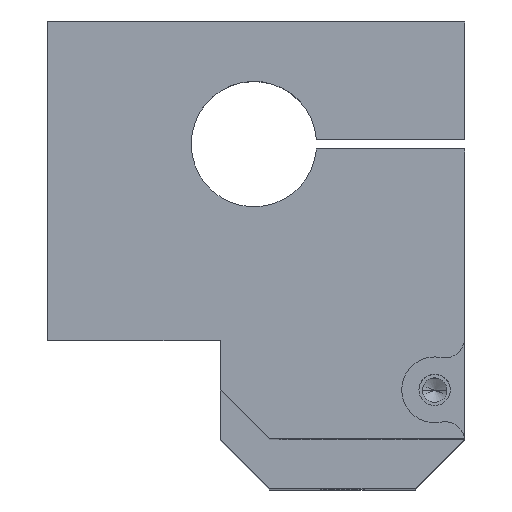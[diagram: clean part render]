
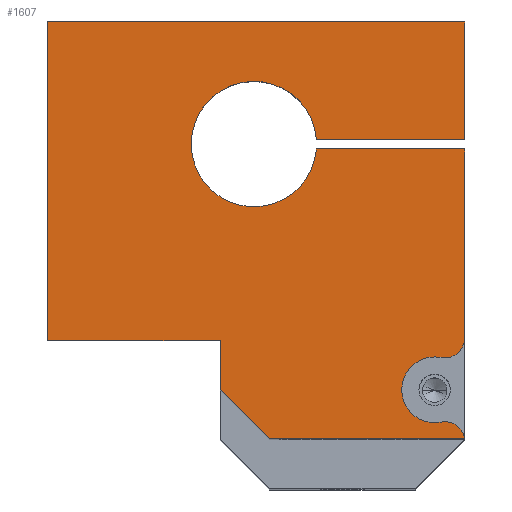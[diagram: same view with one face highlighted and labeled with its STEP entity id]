
A CAD part, top view. The second image highlights one B-rep face of the part: STEP entity #1607.
In plain terms, the highlighted planar face has unit normal (0, 0, 1).
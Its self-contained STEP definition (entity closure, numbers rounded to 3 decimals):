
#25 = LINE ( 'NONE', #1288, #1960 ) ;
#27 = CARTESIAN_POINT ( 'NONE',  ( -30., 47.42, 55. ) ) ;
#52 = VECTOR ( 'NONE', #1126, 1000. ) ;
#54 = CIRCLE ( 'NONE', #888, 6.375 ) ;
#79 = EDGE_LOOP ( 'NONE', ( #1178, #1047, #783, #1216, #649, #503, #1292, #1753, #1430, #903, #769, #1806, #183, #1777, #632 ) ) ;
#86 = DIRECTION ( 'NONE',  ( 0., 0., -1. ) ) ;
#95 = AXIS2_PLACEMENT_3D ( 'NONE', #1472, #86, #959 ) ;
#105 = EDGE_CURVE ( 'NONE', #531, #173, #1099, .T. ) ;
#117 = EDGE_CURVE ( 'NONE', #139, #950, #605, .T. ) ;
#139 = VERTEX_POINT ( 'NONE', #2214 ) ;
#173 = VERTEX_POINT ( 'NONE', #1118 ) ;
#183 = ORIENTED_EDGE ( 'NONE', *, *, #1546, .T. ) ;
#187 = LINE ( 'NONE', #1589, #1040 ) ;
#200 = EDGE_CURVE ( 'NONE', #1111, #1261, #436, .T. ) ;
#224 = EDGE_CURVE ( 'NONE', #1670, #1708, #1517, .T. ) ;
#258 = EDGE_CURVE ( 'NONE', #1390, #705, #1748, .T. ) ;
#270 = LINE ( 'NONE', #2228, #2144 ) ;
#277 = DIRECTION ( 'NONE',  ( -1., 0., 0. ) ) ;
#320 = CARTESIAN_POINT ( 'NONE',  ( -15.375, 35., 55. ) ) ;
#366 = CIRCLE ( 'NONE', #1664, 3.35 ) ;
#436 = CIRCLE ( 'NONE', #1207, 2. ) ;
#439 = CIRCLE ( 'NONE', #1701, 2. ) ;
#453 = DIRECTION ( 'NONE',  ( 1., 0., 0. ) ) ;
#503 = ORIENTED_EDGE ( 'NONE', *, *, #896, .F. ) ;
#524 = CARTESIAN_POINT ( 'NONE',  ( -30., 15., 55. ) ) ;
#526 = EDGE_CURVE ( 'NONE', #1111, #802, #366, .T. ) ;
#531 = VERTEX_POINT ( 'NONE', #1640 ) ;
#540 = VERTEX_POINT ( 'NONE', #611 ) ;
#586 = VECTOR ( 'NONE', #1834, 1000. ) ;
#589 = CARTESIAN_POINT ( 'NONE',  ( 12.425, 34.5, 55. ) ) ;
#592 = FACE_OUTER_BOUND ( 'NONE', #79, .T. ) ;
#605 = LINE ( 'NONE', #1686, #586 ) ;
#611 = CARTESIAN_POINT ( 'NONE',  ( -12.425, 15., 55. ) ) ;
#613 = CARTESIAN_POINT ( 'NONE',  ( 10.425, 15.249, 55. ) ) ;
#620 = DIRECTION ( 'NONE',  ( 1., 0., 0. ) ) ;
#632 = ORIENTED_EDGE ( 'NONE', *, *, #117, .T. ) ;
#645 = VERTEX_POINT ( 'NONE', #2046 ) ;
#649 = ORIENTED_EDGE ( 'NONE', *, *, #823, .F. ) ;
#705 = VERTEX_POINT ( 'NONE', #27 ) ;
#707 = DIRECTION ( 'NONE',  ( 0., -1., 0. ) ) ;
#733 = CARTESIAN_POINT ( 'NONE',  ( 10.048, 6.715, 55. ) ) ;
#738 = VECTOR ( 'NONE', #1866, 1000. ) ;
#769 = ORIENTED_EDGE ( 'NONE', *, *, #1619, .F. ) ;
#774 = CARTESIAN_POINT ( 'NONE',  ( 12.425, 47.42, 55. ) ) ;
#783 = ORIENTED_EDGE ( 'NONE', *, *, #526, .F. ) ;
#786 = LINE ( 'NONE', #1490, #1365 ) ;
#796 = CARTESIAN_POINT ( 'NONE',  ( 9.39, 10., 55. ) ) ;
#802 = VERTEX_POINT ( 'NONE', #733 ) ;
#814 = DIRECTION ( 'NONE',  ( 0., -1., 0. ) ) ;
#823 = EDGE_CURVE ( 'NONE', #1941, #1261, #270, .T. ) ;
#838 = DIRECTION ( 'NONE',  ( 0., 0., -1. ) ) ;
#872 = DIRECTION ( 'NONE',  ( -1., 0., 0. ) ) ;
#888 = AXIS2_PLACEMENT_3D ( 'NONE', #1354, #838, #872 ) ;
#896 = EDGE_CURVE ( 'NONE', #1670, #1941, #1334, .T. ) ;
#903 = ORIENTED_EDGE ( 'NONE', *, *, #105, .F. ) ;
#941 = LINE ( 'NONE', #1284, #1851 ) ;
#950 = VERTEX_POINT ( 'NONE', #2239 ) ;
#959 = DIRECTION ( 'NONE',  ( -1., 0., 0. ) ) ;
#979 = EDGE_CURVE ( 'NONE', #1652, #802, #439, .T. ) ;
#991 = EDGE_CURVE ( 'NONE', #1708, #645, #54, .T. ) ;
#1018 = DIRECTION ( 'NONE',  ( 0., 1., 0. ) ) ;
#1040 = VECTOR ( 'NONE', #707, 1000. ) ;
#1047 = ORIENTED_EDGE ( 'NONE', *, *, #979, .T. ) ;
#1098 = EDGE_CURVE ( 'NONE', #1652, #950, #25, .T. ) ;
#1099 = LINE ( 'NONE', #1802, #2063 ) ;
#1111 = VERTEX_POINT ( 'NONE', #1951 ) ;
#1118 = CARTESIAN_POINT ( 'NONE',  ( 12.425, 35.5, 55. ) ) ;
#1126 = DIRECTION ( 'NONE',  ( 1., 0., 0. ) ) ;
#1139 = AXIS2_PLACEMENT_3D ( 'NONE', #1911, #1714, #1362 ) ;
#1178 = ORIENTED_EDGE ( 'NONE', *, *, #1098, .F. ) ;
#1207 = AXIS2_PLACEMENT_3D ( 'NONE', #613, #2227, #2242 ) ;
#1216 = ORIENTED_EDGE ( 'NONE', *, *, #200, .T. ) ;
#1261 = VERTEX_POINT ( 'NONE', #1323 ) ;
#1279 = DIRECTION ( 'NONE',  ( -1., 0., 0. ) ) ;
#1284 = CARTESIAN_POINT ( 'NONE',  ( -12.425, 15., 55. ) ) ;
#1288 = CARTESIAN_POINT ( 'NONE',  ( 12.425, 5., 55. ) ) ;
#1292 = ORIENTED_EDGE ( 'NONE', *, *, #224, .T. ) ;
#1320 = LINE ( 'NONE', #774, #738 ) ;
#1323 = CARTESIAN_POINT ( 'NONE',  ( 12.425, 15.249, 55. ) ) ;
#1334 = LINE ( 'NONE', #2041, #52 ) ;
#1354 = CARTESIAN_POINT ( 'NONE',  ( -9., 35., 55. ) ) ;
#1362 = DIRECTION ( 'NONE',  ( -1., 0., 0. ) ) ;
#1365 = VECTOR ( 'NONE', #277, 1000. ) ;
#1390 = VERTEX_POINT ( 'NONE', #524 ) ;
#1430 = ORIENTED_EDGE ( 'NONE', *, *, #1620, .F. ) ;
#1472 = CARTESIAN_POINT ( 'NONE',  ( -12.425, 15., 55. ) ) ;
#1490 = CARTESIAN_POINT ( 'NONE',  ( -9.575, 35.5, 55. ) ) ;
#1517 = CIRCLE ( 'NONE', #1139, 6.375 ) ;
#1546 = EDGE_CURVE ( 'NONE', #1390, #540, #941, .T. ) ;
#1562 = CARTESIAN_POINT ( 'NONE',  ( 10.44, 4.754, 55. ) ) ;
#1573 = DIRECTION ( 'NONE',  ( 0., 0., 1. ) ) ;
#1578 = CARTESIAN_POINT ( 'NONE',  ( 12.425, 5., 55. ) ) ;
#1589 = CARTESIAN_POINT ( 'NONE',  ( -12.425, 5., 55. ) ) ;
#1607 = ADVANCED_FACE ( 'NONE', ( #592 ), #1824, .F. ) ;
#1619 = EDGE_CURVE ( 'NONE', #705, #531, #1320, .T. ) ;
#1620 = EDGE_CURVE ( 'NONE', #173, #645, #786, .T. ) ;
#1640 = CARTESIAN_POINT ( 'NONE',  ( 12.425, 47.42, 55. ) ) ;
#1652 = VERTEX_POINT ( 'NONE', #1578 ) ;
#1664 = AXIS2_PLACEMENT_3D ( 'NONE', #796, #2192, #620 ) ;
#1670 = VERTEX_POINT ( 'NONE', #1900 ) ;
#1686 = CARTESIAN_POINT ( 'NONE',  ( -7.425, 5., 55. ) ) ;
#1699 = VECTOR ( 'NONE', #1018, 1000. ) ;
#1701 = AXIS2_PLACEMENT_3D ( 'NONE', #1562, #1573, #2116 ) ;
#1708 = VERTEX_POINT ( 'NONE', #320 ) ;
#1714 = DIRECTION ( 'NONE',  ( 0., 0., -1. ) ) ;
#1748 = LINE ( 'NONE', #2269, #1699 ) ;
#1753 = ORIENTED_EDGE ( 'NONE', *, *, #991, .T. ) ;
#1777 = ORIENTED_EDGE ( 'NONE', *, *, #1899, .T. ) ;
#1802 = CARTESIAN_POINT ( 'NONE',  ( 12.425, 15., 55. ) ) ;
#1806 = ORIENTED_EDGE ( 'NONE', *, *, #258, .F. ) ;
#1824 = PLANE ( 'NONE',  #95 ) ;
#1834 = DIRECTION ( 'NONE',  ( 0.707, -0.707, 0. ) ) ;
#1851 = VECTOR ( 'NONE', #453, 1000. ) ;
#1866 = DIRECTION ( 'NONE',  ( 1., 0., 0. ) ) ;
#1899 = EDGE_CURVE ( 'NONE', #540, #139, #187, .T. ) ;
#1900 = CARTESIAN_POINT ( 'NONE',  ( -2.645, 34.5, 55. ) ) ;
#1911 = CARTESIAN_POINT ( 'NONE',  ( -9., 35., 55. ) ) ;
#1940 = DIRECTION ( 'NONE',  ( 0., -1., 0. ) ) ;
#1941 = VERTEX_POINT ( 'NONE', #589 ) ;
#1951 = CARTESIAN_POINT ( 'NONE',  ( 10.038, 13.287, 55. ) ) ;
#1960 = VECTOR ( 'NONE', #1279, 1000. ) ;
#2041 = CARTESIAN_POINT ( 'NONE',  ( -9.575, 34.5, 55. ) ) ;
#2046 = CARTESIAN_POINT ( 'NONE',  ( -2.645, 35.5, 55. ) ) ;
#2063 = VECTOR ( 'NONE', #1940, 1000. ) ;
#2116 = DIRECTION ( 'NONE',  ( -1., 0., 0. ) ) ;
#2144 = VECTOR ( 'NONE', #814, 1000. ) ;
#2192 = DIRECTION ( 'NONE',  ( 0., 0., 1. ) ) ;
#2214 = CARTESIAN_POINT ( 'NONE',  ( -12.425, 10., 55. ) ) ;
#2227 = DIRECTION ( 'NONE',  ( 0., 0., 1. ) ) ;
#2228 = CARTESIAN_POINT ( 'NONE',  ( 12.425, 15., 55. ) ) ;
#2239 = CARTESIAN_POINT ( 'NONE',  ( -7.425, 5., 55. ) ) ;
#2242 = DIRECTION ( 'NONE',  ( -1., 0., 0. ) ) ;
#2269 = CARTESIAN_POINT ( 'NONE',  ( -30., -15.221, 55. ) ) ;
